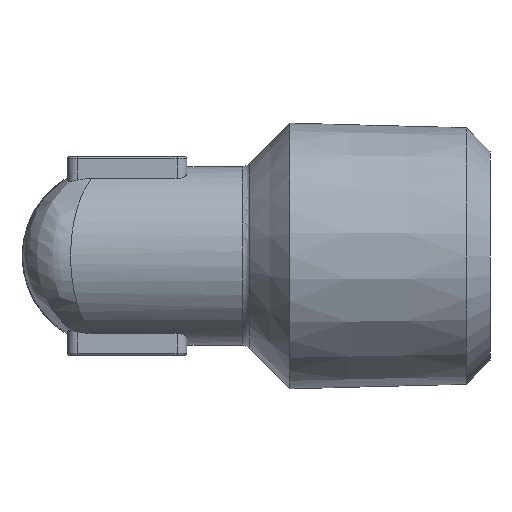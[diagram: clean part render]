
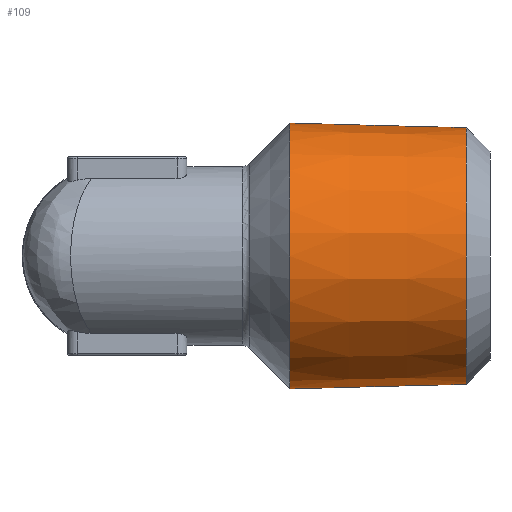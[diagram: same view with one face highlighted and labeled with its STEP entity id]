
A CAD part, left-side view. The second image highlights one B-rep face of the part: STEP entity #109.
In plain terms, the highlighted conical face has half-angle 1.47 degrees and reference radius 6.707 mm.
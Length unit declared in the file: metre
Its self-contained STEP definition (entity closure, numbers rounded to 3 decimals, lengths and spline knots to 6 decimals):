
#109 = ADVANCED_FACE( 'NONE', ( #291, #292 ), #293, .T. );
#291 = FACE_OUTER_BOUND( '', #629, .T. );
#292 = FACE_BOUND( '', #630, .T. );
#293 = CONICAL_SURFACE( '', #631, 0.006707, 0.026 );
#629 = EDGE_LOOP( '', ( #989 ) );
#630 = EDGE_LOOP( '', ( #990 ) );
#631 = AXIS2_PLACEMENT_3D( '', #991, #992, #993 );
#989 = ORIENTED_EDGE( '', *, *, #1626, .F. );
#990 = ORIENTED_EDGE( '', *, *, #1623, .F. );
#991 = CARTESIAN_POINT( '', ( 0., -0.008, 0. ) );
#992 = DIRECTION( '', ( 0., 1., 0. ) );
#993 = DIRECTION( '', ( 0., 0., 1. ) );
#1623 = EDGE_CURVE( 'NONE', #1869, #1869, #1870, .T. );
#1626 = EDGE_CURVE( 'NONE', #1874, #1874, #1875, .T. );
#1869 = VERTEX_POINT( '', #2279 );
#1870 = CIRCLE( '', #2280, 0.006455 );
#1874 = VERTEX_POINT( '', #2284 );
#1875 = CIRCLE( '', #2285, 0.006683 );
#2279 = CARTESIAN_POINT( '', ( 0., -0.0178, -0.006455 ) );
#2280 = AXIS2_PLACEMENT_3D( '', #2898, #2899, #2900 );
#2284 = CARTESIAN_POINT( '', ( 0., -0.008933, 0.006683 ) );
#2285 = AXIS2_PLACEMENT_3D( '', #2904, #2905, #2906 );
#2898 = CARTESIAN_POINT( '', ( 0., -0.0178, 0. ) );
#2899 = DIRECTION( '', ( 0., -1., 0. ) );
#2900 = DIRECTION( '', ( 0., 0., -1. ) );
#2904 = CARTESIAN_POINT( '', ( 0., -0.008933, 0. ) );
#2905 = DIRECTION( '', ( 0., 1., 0. ) );
#2906 = DIRECTION( '', ( 0., 0., 1. ) );
